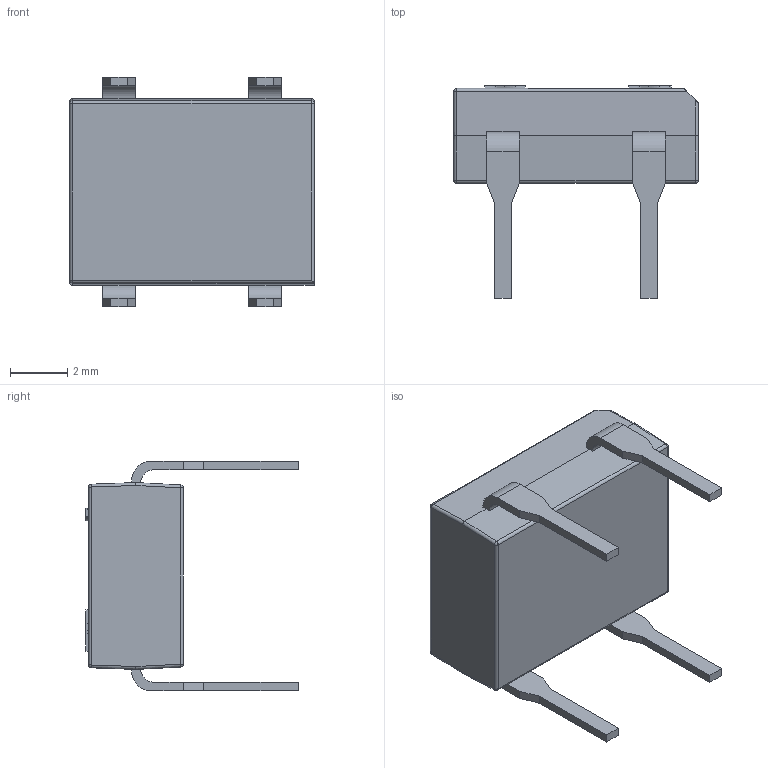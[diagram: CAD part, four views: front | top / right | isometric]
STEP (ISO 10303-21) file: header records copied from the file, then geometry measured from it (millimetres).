
FILE_DESCRIPTION (( 'STEP AP214' ), '1' );
FILE_NAME ('User Library-DFM_Bridge_Rectifier.STEP', '2015-03-26T14:52:50', ( 'Windows User' ), ( '' ), 'SwSTEP 2.0', 'SolidWorks 2015', '' );
FILE_SCHEMA (( 'AUTOMOTIVE_DESIGN' ));
Length unit declared in the file: millimetre
Products named in the file (1): User Library-DFM_Bridge_Rectifier
Bounding box: 8.51 x 7.4 x 8 mm (x, y, z)
Volume: 185.6 mm3; surface area: 256.4 mm2
Topology: 1 solids, 1 shells, 157 faces, 428 edges, 276 vertices
Faces by surface type: plane 106, cylinder 23, bspline 23, sphere 5
Entity records: 7671 total; most frequent: CARTESIAN_POINT 2140, ORIENTED_EDGE 846, DIRECTION 666, EDGE_CURVE 423, VECTOR 334, LINE 334, VERTEX_POINT 276, AXIS2_PLACEMENT_3D 166
